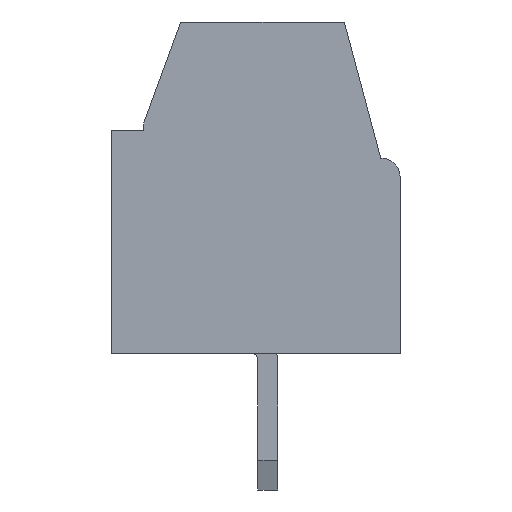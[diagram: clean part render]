
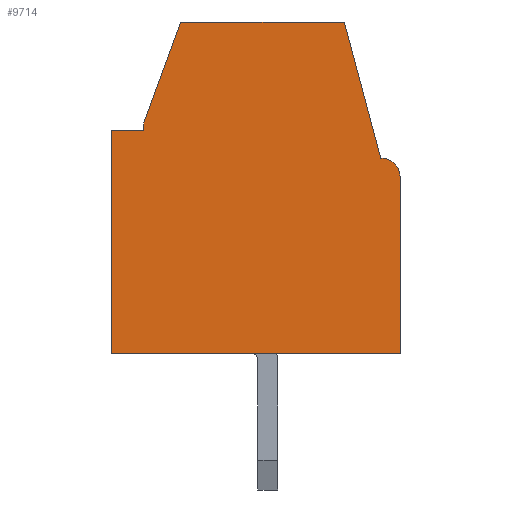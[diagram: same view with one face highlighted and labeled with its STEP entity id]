
A CAD part, left-side view. The second image highlights one B-rep face of the part: STEP entity #9714.
In plain terms, the highlighted planar face has unit normal (-1, 0, 0).
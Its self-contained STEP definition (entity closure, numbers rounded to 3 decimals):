
#383=CIRCLE('',#10409,0.495);
#823=FACE_OUTER_BOUND('',#1349,.T.);
#1349=EDGE_LOOP('',(#7920,#7921,#7922,#7923,#7924,#7925,#7926,#7927,#7928));
#2224=LINE('',#15162,#3353);
#2227=LINE('',#15167,#3356);
#2229=LINE('',#15173,#3358);
#2239=LINE('',#15193,#3368);
#2314=LINE('',#15346,#3443);
#2321=LINE('',#15380,#3450);
#2322=LINE('',#15382,#3451);
#2323=LINE('',#15384,#3452);
#3353=VECTOR('',#12235,1000.);
#3356=VECTOR('',#12240,1000.);
#3358=VECTOR('',#12246,1000.);
#3368=VECTOR('',#12258,1000.);
#3443=VECTOR('',#12387,1000.);
#3450=VECTOR('',#12430,10.);
#3451=VECTOR('',#12431,1000.);
#3452=VECTOR('',#12434,1000.);
#4345=VERTEX_POINT('',#15159);
#4346=VERTEX_POINT('',#15161);
#4347=VERTEX_POINT('',#15165);
#4349=VERTEX_POINT('',#15171);
#4358=VERTEX_POINT('',#15191);
#4409=VERTEX_POINT('',#15344);
#4417=VERTEX_POINT('',#15378);
#4418=VERTEX_POINT('',#15379);
#4419=VERTEX_POINT('',#15381);
#5554=EDGE_CURVE('',#4346,#4345,#2224,.T.);
#5557=EDGE_CURVE('',#4345,#4347,#2227,.T.);
#5560=EDGE_CURVE('',#4347,#4349,#2229,.T.);
#5570=EDGE_CURVE('',#4349,#4358,#2239,.T.);
#5649=EDGE_CURVE('',#4358,#4409,#2314,.T.);
#5664=EDGE_CURVE('',#4417,#4418,#2321,.T.);
#5665=EDGE_CURVE('',#4417,#4419,#2322,.T.);
#5666=EDGE_CURVE('',#4419,#4346,#383,.T.);
#5667=EDGE_CURVE('',#4418,#4409,#2323,.T.);
#7920=ORIENTED_EDGE('',*,*,#5664,.F.);
#7921=ORIENTED_EDGE('',*,*,#5665,.T.);
#7922=ORIENTED_EDGE('',*,*,#5666,.T.);
#7923=ORIENTED_EDGE('',*,*,#5554,.T.);
#7924=ORIENTED_EDGE('',*,*,#5557,.T.);
#7925=ORIENTED_EDGE('',*,*,#5560,.T.);
#7926=ORIENTED_EDGE('',*,*,#5570,.T.);
#7927=ORIENTED_EDGE('',*,*,#5649,.T.);
#7928=ORIENTED_EDGE('',*,*,#5667,.F.);
#9261=PLANE('',#10408);
#9714=ADVANCED_FACE('',(#823),#9261,.F.);
#10408=AXIS2_PLACEMENT_3D('',#15377,#12428,#12429);
#10409=AXIS2_PLACEMENT_3D('',#15383,#12432,#12433);
#12235=DIRECTION('',(0.,0.259,0.966));
#12240=DIRECTION('',(0.,1.,0.));
#12246=DIRECTION('',(0.,0.342,-0.94));
#12258=DIRECTION('',(0.,0.,-1.));
#12387=DIRECTION('',(0.,1.,0.));
#12428=DIRECTION('center_axis',(1.,0.,0.));
#12429=DIRECTION('ref_axis',(0.,1.,0.));
#12430=DIRECTION('',(0.,1.,0.));
#12431=DIRECTION('',(0.,0.,1.));
#12432=DIRECTION('center_axis',(-1.,0.,0.));
#12433=DIRECTION('ref_axis',(0.,1.,0.));
#12434=DIRECTION('',(0.,0.,1.));
#15159=CARTESIAN_POINT('',(-12.188,-8.653,9.068));
#15161=CARTESIAN_POINT('',(-12.188,-9.589,5.575));
#15162=CARTESIAN_POINT('',(-12.188,-8.653,9.068));
#15165=CARTESIAN_POINT('',(-12.188,-4.448,9.068));
#15167=CARTESIAN_POINT('',(-12.188,-4.448,9.068));
#15171=CARTESIAN_POINT('',(-12.188,-3.505,6.477));
#15173=CARTESIAN_POINT('',(-12.188,-3.505,6.477));
#15191=CARTESIAN_POINT('',(-12.188,-3.505,6.274));
#15193=CARTESIAN_POINT('',(-12.188,-3.505,6.274));
#15344=CARTESIAN_POINT('',(-12.188,-2.683,6.274));
#15346=CARTESIAN_POINT('',(-12.188,-2.692,6.274));
#15377=CARTESIAN_POINT('Origin',(-12.188,-9.589,5.08));
#15378=CARTESIAN_POINT('',(-12.188,-10.084,0.559));
#15379=CARTESIAN_POINT('',(-12.188,-2.683,0.559));
#15380=CARTESIAN_POINT('',(-12.188,-2.692,0.559));
#15381=CARTESIAN_POINT('',(-12.188,-10.084,5.08));
#15382=CARTESIAN_POINT('',(-12.188,-10.084,5.08));
#15383=CARTESIAN_POINT('Origin',(-12.188,-9.589,5.08));
#15384=CARTESIAN_POINT('',(-12.188,-2.683,0.559));
